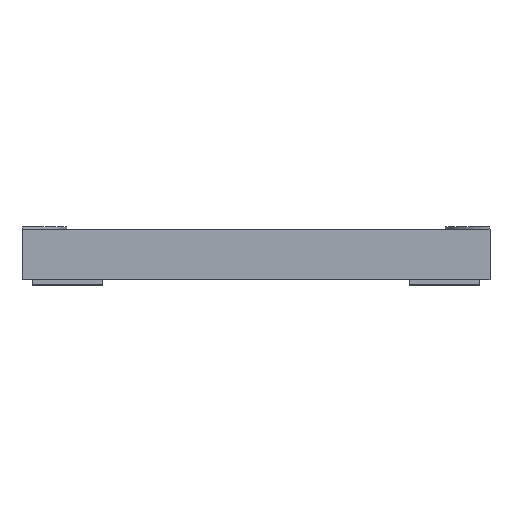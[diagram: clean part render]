
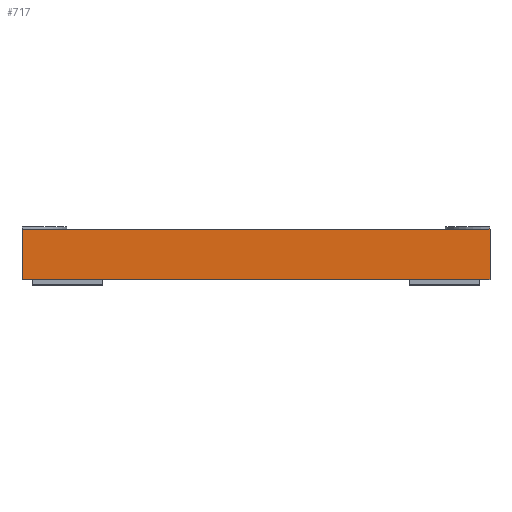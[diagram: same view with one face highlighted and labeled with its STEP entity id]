
A CAD part, top view. The second image highlights one B-rep face of the part: STEP entity #717.
In plain terms, the highlighted planar face has unit normal (0, 0, 1).
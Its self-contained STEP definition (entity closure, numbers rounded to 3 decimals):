
#25 = EDGE_CURVE ( 'NONE', #762, #759, #401, .T. ) ;
#34 = EDGE_LOOP ( 'NONE', ( #90, #719, #515, #91 ) ) ;
#50 = DIRECTION ( 'NONE',  ( 1., 0., 0. ) ) ;
#53 = LINE ( 'NONE', #335, #543 ) ;
#54 = EDGE_CURVE ( 'NONE', #103, #687, #53, .T. ) ;
#70 = EDGE_CURVE ( 'NONE', #759, #687, #198, .T. ) ;
#90 = ORIENTED_EDGE ( 'NONE', *, *, #54, .F. ) ;
#91 = ORIENTED_EDGE ( 'NONE', *, *, #70, .T. ) ;
#103 = VERTEX_POINT ( 'NONE', #123 ) ;
#114 = CARTESIAN_POINT ( 'NONE',  ( -2.335, -0.5, 1.615 ) ) ;
#123 = CARTESIAN_POINT ( 'NONE',  ( -2.335, 0., 1.615 ) ) ;
#134 = VECTOR ( 'NONE', #453, 1000. ) ;
#150 = CARTESIAN_POINT ( 'NONE',  ( 2.335, 0., 1.615 ) ) ;
#161 = EDGE_CURVE ( 'NONE', #762, #103, #661, .T. ) ;
#198 = LINE ( 'NONE', #607, #632 ) ;
#216 = DIRECTION ( 'NONE',  ( 0., 0., 1. ) ) ;
#254 = DIRECTION ( 'NONE',  ( 1., 0., 0. ) ) ;
#335 = CARTESIAN_POINT ( 'NONE',  ( -2.335, 0., 1.615 ) ) ;
#349 = CARTESIAN_POINT ( 'NONE',  ( -2.335, -0.5, 1.615 ) ) ;
#401 = LINE ( 'NONE', #114, #467 ) ;
#416 = PLANE ( 'NONE',  #803 ) ;
#425 = CARTESIAN_POINT ( 'NONE',  ( 2.335, -0.5, 1.615 ) ) ;
#436 = FACE_OUTER_BOUND ( 'NONE', #34, .T. ) ;
#453 = DIRECTION ( 'NONE',  ( 0., 1., 0. ) ) ;
#467 = VECTOR ( 'NONE', #50, 1000. ) ;
#515 = ORIENTED_EDGE ( 'NONE', *, *, #25, .T. ) ;
#519 = CARTESIAN_POINT ( 'NONE',  ( -2.335, -0.5, 1.615 ) ) ;
#543 = VECTOR ( 'NONE', #254, 1000. ) ;
#607 = CARTESIAN_POINT ( 'NONE',  ( 2.335, -0.5, 1.615 ) ) ;
#632 = VECTOR ( 'NONE', #733, 1000. ) ;
#661 = LINE ( 'NONE', #519, #134 ) ;
#687 = VERTEX_POINT ( 'NONE', #150 ) ;
#696 = CARTESIAN_POINT ( 'NONE',  ( -2.335, -0.5, 1.615 ) ) ;
#717 = ADVANCED_FACE ( 'NONE', ( #436 ), #416, .T. ) ;
#719 = ORIENTED_EDGE ( 'NONE', *, *, #161, .F. ) ;
#733 = DIRECTION ( 'NONE',  ( 0., 1., 0. ) ) ;
#759 = VERTEX_POINT ( 'NONE', #425 ) ;
#762 = VERTEX_POINT ( 'NONE', #349 ) ;
#773 = DIRECTION ( 'NONE',  ( 1., 0., 0. ) ) ;
#803 = AXIS2_PLACEMENT_3D ( 'NONE', #696, #216, #773 ) ;
